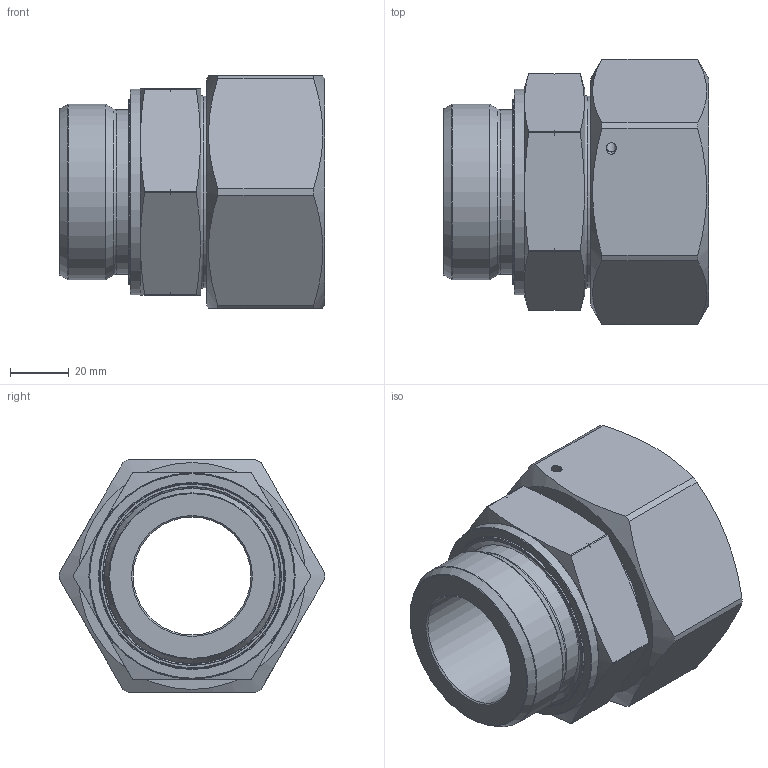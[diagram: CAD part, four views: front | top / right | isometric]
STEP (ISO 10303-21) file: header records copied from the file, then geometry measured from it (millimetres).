
FILE_DESCRIPTION(/* description */ (''),/* implementation_level */ '2;1');
FILE_NAME(/* name */ 'GUL50.stp',/* time_stamp */ '2023-10-12T13:26:17+02:00',/* author */ (''),/* organization */ (''),/* preprocessor_version */ 'ST-DEVELOPER v16',/* originating_system */ 'SIEMENS PLM Software NX 10.0',/* authorisation */ '');
FILE_SCHEMA (('CONFIG_CONTROL_DESIGN'));
Length unit declared in the file: millimetre
Products named in the file (7): X-ST25_einzel_NG50; X-MT50; X-OV-50; X-UR-50; ST25_NG50; X-GUL50_MODEL; GUL50
Assembly tree (7 placements, depth 3):
  GUL50
    X-GUL50_MODEL
      X-OV-50
      X-MT50
    X-UR-50
    ST25_NG50
      X-ST25_einzel_NG50  x2
Bounding box: 90 x 90 x 79 mm (x, y, z)
Volume: 232028.2 mm3; surface area: 61355.7 mm2
Topology: 6 solids, 6 shells, 124 faces, 292 edges, 184 vertices
Faces by surface type: cone 32, cylinder 31, plane 30, torus 22, bspline 8, revolution 1
Full cylindrical faces by diameter (mm): 3.3 x1, 40 x1, 55.9 x1, 56.1 x1, 59.61 x1, 62.7 x1, 63.045 x1, 64.955 x2, 65.25 x1, 66 x1, 69.8 x1
Entity records: 4570 total; most frequent: CARTESIAN_POINT 1450, DIRECTION 461, ORIENTED_EDGE 436, EDGE_CURVE 218, AXIS2_PLACEMENT_3D 211, EDGE_LOOP 180, VERTEX_POINT 163, FACE_BOUND 125
